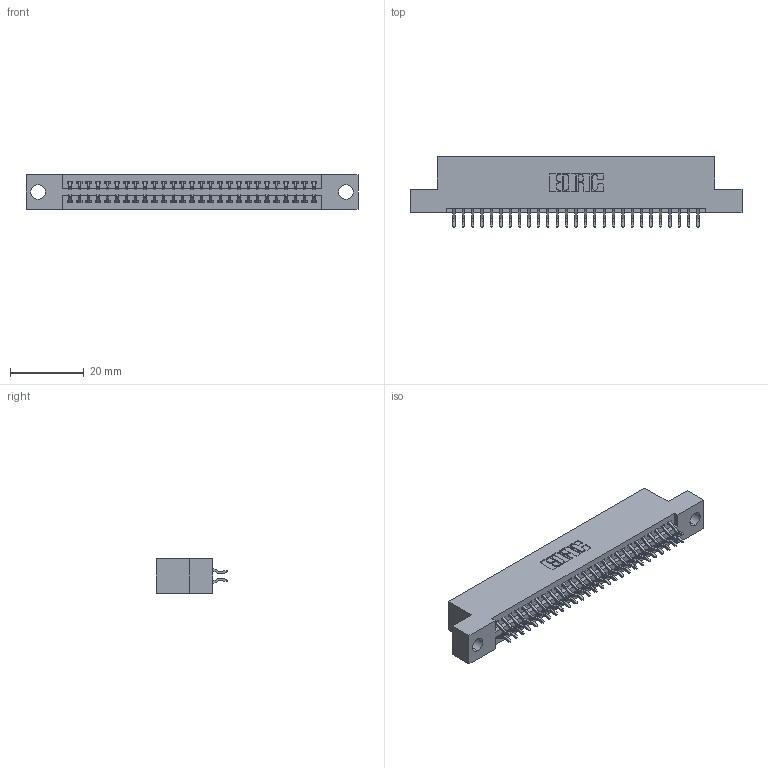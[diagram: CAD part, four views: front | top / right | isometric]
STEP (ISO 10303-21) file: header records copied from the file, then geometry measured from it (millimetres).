
FILE_DESCRIPTION (( 'STEP AP203' ), '1' );
FILE_NAME ('395-054-556-204.STEP', '2021-06-17T00:51:57', ( '' ), ( '' ), 'SwSTEP 2.0', 'SolidWorks 2020', '' );
FILE_SCHEMA (( 'CONFIG_CONTROL_DESIGN' ));
Length unit declared in the file: inch
Products named in the file (3): 345-292-001_556 Tail; 395-054-556-204; 345 Part_Flush Mounting Lugs - 0.156 Dia-TI
Assembly tree (55 placements, depth 2):
  395-054-556-204
    345 Part_Flush Mounting Lugs - 0.156 Dia-TI
    345-292-001_556 Tail  x54
Bounding box: 89.79 x 19.24 x 9.4 mm (x, y, z)
Volume: 8474.9 mm3; surface area: 12041.1 mm2
Topology: 55 solids, 55 shells, 3164 faces, 9395 edges, 6190 vertices
Faces by surface type: plane 2092, cylinder 1072
Entity records: 23843 total; most frequent: CARTESIAN_POINT 4030, ORIENTED_EDGE 3950, DIRECTION 3559, EDGE_CURVE 1975, LINE 1727, VECTOR 1727, VERTEX_POINT 1314, AXIS2_PLACEMENT_3D 916
